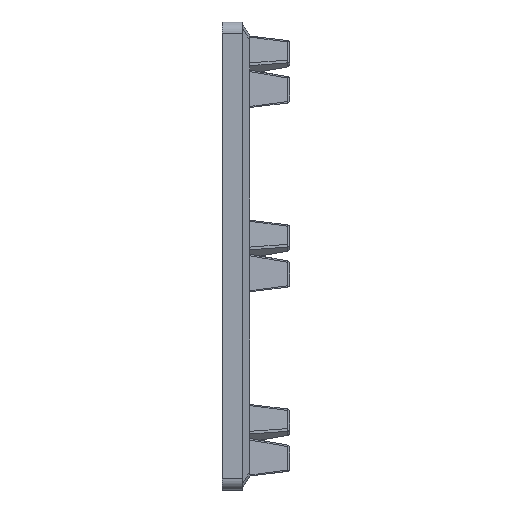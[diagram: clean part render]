
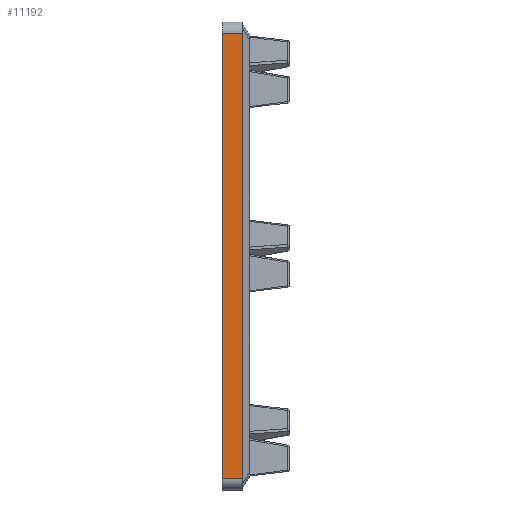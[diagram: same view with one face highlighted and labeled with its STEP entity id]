
A CAD part, left-side view. The second image highlights one B-rep face of the part: STEP entity #11192.
In plain terms, the highlighted planar face has unit normal (-1, 0, 0).
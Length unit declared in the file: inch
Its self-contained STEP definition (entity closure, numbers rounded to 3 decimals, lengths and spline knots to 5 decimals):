
#1878=DIRECTION('',(0.,0.,1.));
#1879=VECTOR('',#1878,43.575);
#1880=CARTESIAN_POINT('',(-24.375,2.6875,-21.7875));
#1881=LINE('',#1880,#1879);
#2124=DIRECTION('',(0.,1.,0.));
#2125=VECTOR('',#2124,1.96035);
#2126=CARTESIAN_POINT('',(-24.375,0.72715,21.7875));
#2127=LINE('',#2126,#2125);
#2132=DIRECTION('',(0.,0.,1.));
#2133=VECTOR('',#2132,43.575);
#2134=CARTESIAN_POINT('',(-24.375,0.72715,-21.7875));
#2135=LINE('',#2134,#2133);
#2136=DIRECTION('',(0.,1.,0.));
#2137=VECTOR('',#2136,1.96035);
#2138=CARTESIAN_POINT('',(-24.375,0.72715,-21.7875));
#2139=LINE('',#2138,#2137);
#7004=CARTESIAN_POINT('',(-24.375,2.6875,-21.7875));
#7006=VERTEX_POINT('',#7004);
#7007=CARTESIAN_POINT('',(-24.375,2.6875,21.7875));
#7008=VERTEX_POINT('',#7007);
#8773=CARTESIAN_POINT('',(-24.375,0.72715,-21.7875));
#8774=CARTESIAN_POINT('',(-24.375,0.72715,21.7875));
#8775=VERTEX_POINT('',#8773);
#8776=VERTEX_POINT('',#8774);
#11181=CARTESIAN_POINT('',(-24.375,0.,-21.7875));
#11182=DIRECTION('',(-1.,0.,0.));
#11183=DIRECTION('',(0.,0.,1.));
#11184=AXIS2_PLACEMENT_3D('',#11181,#11182,#11183);
#11185=PLANE('',#11184);
#11186=ORIENTED_EDGE('',*,*,#10611,.F.);
#11187=ORIENTED_EDGE('',*,*,#10652,.T.);
#11188=ORIENTED_EDGE('',*,*,#10792,.T.);
#11189=ORIENTED_EDGE('',*,*,#11174,.F.);
#11190=EDGE_LOOP('',(#11186,#11187,#11188,#11189));
#11191=FACE_OUTER_BOUND('',#11190,.F.);
#11192=ADVANCED_FACE('',(#11191),#11185,.T.);
#10611=EDGE_CURVE('',#8775,#8776,#2135,.T.);
#10652=EDGE_CURVE('',#8775,#7006,#2139,.T.);
#10792=EDGE_CURVE('',#7006,#7008,#1881,.T.);
#11174=EDGE_CURVE('',#8776,#7008,#2127,.T.);
